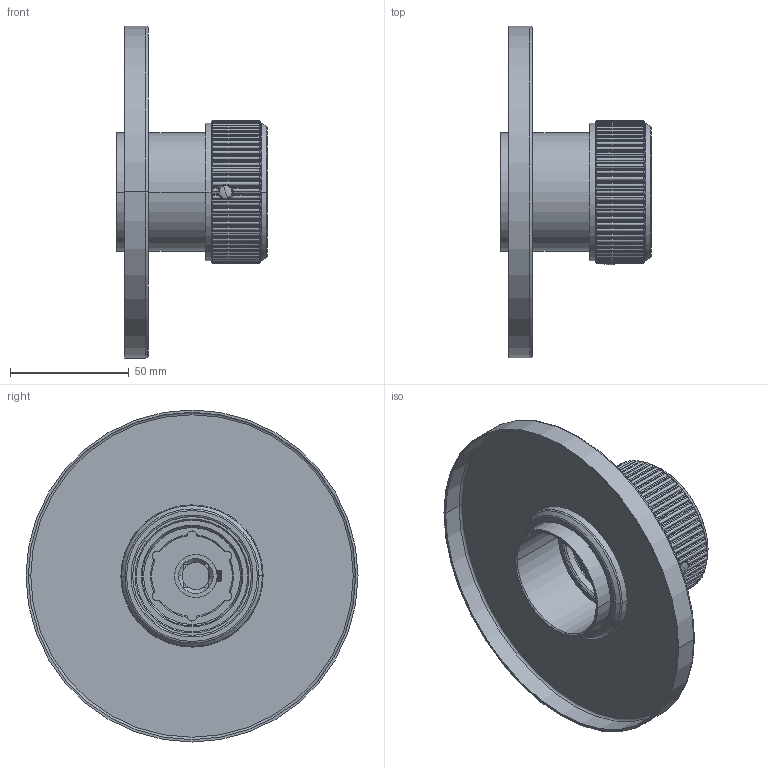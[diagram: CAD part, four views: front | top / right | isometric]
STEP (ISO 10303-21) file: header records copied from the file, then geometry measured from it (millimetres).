
FILE_DESCRIPTION((''),'2;1');
FILE_NAME('Z76216_ASM','2024-05-31T14:36:46',('PC'),(''),'CREO PARAMETRIC BY PTC INC, 2024063','CREO PARAMETRIC BY PTC INC, 2024063','');
FILE_SCHEMA(('CONFIG_CONTROL_DESIGN','SHAPE_APPEARANCE_LAYERS_GROUPS'));
Length unit declared in the file: millimetre
Products named in the file (8): Z76216-D_ASM; 911238; 9420028; 963388; 951186; 981058; 964080; Z76216_ASM
Assembly tree (7 placements, depth 2):
  Z76216_ASM
    Z76216-D_ASM
    911238
    9420028
    963388
    951186
    981058
    964080
Bounding box: 63.3 x 140 x 140 mm (x, y, z)
Volume: 51077.1 mm3; surface area: 74922.4 mm2
Topology: 6 solids, 8 shells, 471 faces, 1278 edges, 824 vertices
Faces by surface type: cylinder 335, cone 50, plane 41, torus 30, bspline 13, sphere 2
Entity records: 23956 total; most frequent: CARTESIAN_POINT 8800, ORIENTED_EDGE 2540, DIRECTION 2096, EDGE_CURVE 1274, PRESENTATION_STYLE_ASSIGNMENT 1251, STYLED_ITEM 1251, CURVE_STYLE 1244, AXIS2_PLACEMENT_3D 839
